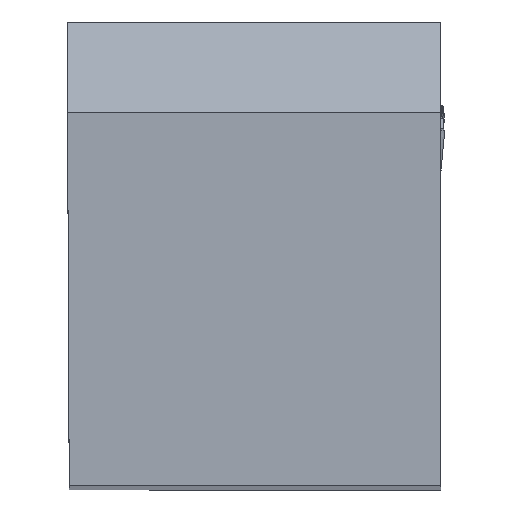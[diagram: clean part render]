
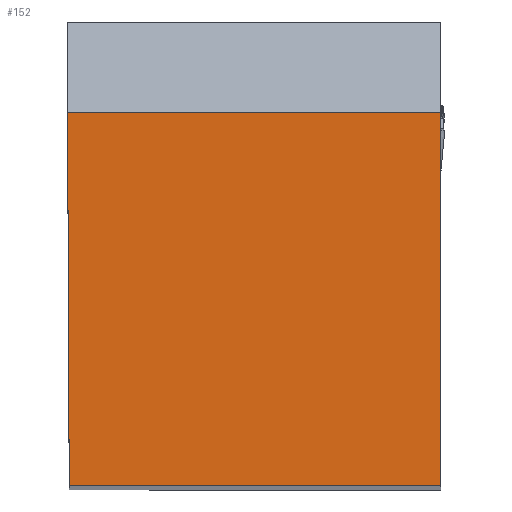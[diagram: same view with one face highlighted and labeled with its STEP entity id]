
A CAD part, top view. The second image highlights one B-rep face of the part: STEP entity #152.
In plain terms, the highlighted planar face has unit normal (0, 0, 1).
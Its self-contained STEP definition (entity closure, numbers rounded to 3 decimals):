
#152=ADVANCED_FACE('BLANK_BOXF006',(#283),#234,.T.);
#234=PLANE('',#1813);
#283=FACE_OUTER_BOUND('',#368,.T.);
#368=EDGE_LOOP('',(#843,#844,#845,#846));
#462=LINE('',#2238,#610);
#479=LINE('',#2304,#627);
#484=LINE('',#2313,#632);
#495=LINE('',#2382,#643);
#610=VECTOR('',#1890,1.);
#627=VECTOR('',#1927,1.);
#632=VECTOR('',#1934,1.);
#643=VECTOR('',#1963,1.);
#843=ORIENTED_EDGE('',*,*,#1438,.T.);
#844=ORIENTED_EDGE('',*,*,#1443,.F.);
#845=ORIENTED_EDGE('',*,*,#1413,.T.);
#846=ORIENTED_EDGE('',*,*,#1462,.T.);
#1255=VERTEX_POINT('',#2237);
#1256=VERTEX_POINT('',#2239);
#1276=VERTEX_POINT('',#2303);
#1277=VERTEX_POINT('',#2305);
#1413=EDGE_CURVE('',#1256,#1255,#462,.T.);
#1438=EDGE_CURVE('',#1277,#1276,#479,.T.);
#1443=EDGE_CURVE('',#1256,#1276,#484,.T.);
#1462=EDGE_CURVE('',#1255,#1277,#495,.T.);
#1813=AXIS2_PLACEMENT_3D('',#2383,#1964,#1965);
#1890=DIRECTION('',(0.,1.,0.));
#1927=DIRECTION('',(0.004,-1.,0.));
#1934=DIRECTION('',(-1.,0.,0.));
#1963=DIRECTION('',(-1.,0.,0.));
#1964=DIRECTION('',(0.,0.,1.));
#1965=DIRECTION('',(1.,0.,0.));
#2237=CARTESIAN_POINT('',(15.775,15.775,0.));
#2238=CARTESIAN_POINT('',(15.775,20.775,0.));
#2239=CARTESIAN_POINT('',(15.775,0.,0.));
#2303=CARTESIAN_POINT('',(0.069,0.,0.));
#2304=CARTESIAN_POINT('',(-0.022,20.871,0.));
#2305=CARTESIAN_POINT('',(0.,15.775,0.));
#2313=CARTESIAN_POINT('',(-22.,0.,0.));
#2382=CARTESIAN_POINT('',(-22.,15.775,0.));
#2383=CARTESIAN_POINT('',(-22.,20.775,0.));
